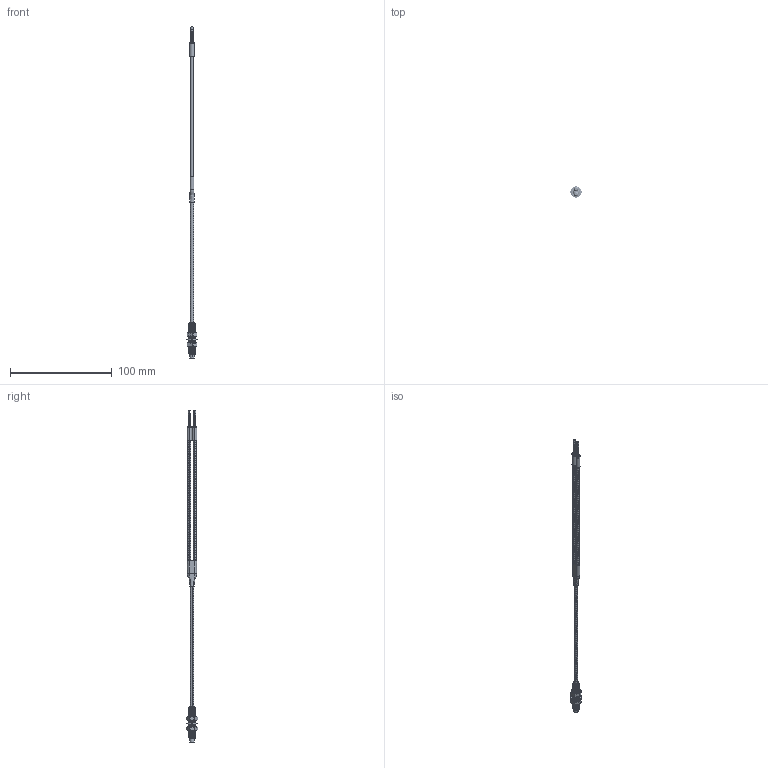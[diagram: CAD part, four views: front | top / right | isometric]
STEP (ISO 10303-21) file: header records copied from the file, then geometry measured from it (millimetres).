
FILE_DESCRIPTION((''),'2;1');
FILE_NAME('191566_ASM','2016-02-16T',('pdmadmin'),(''),'PRO/ENGINEER BY PARAMETRIC TECHNOLOGY CORPORATION, 2013230','PRO/ENGINEER BY PARAMETRIC TECHNOLOGY CORPORATION, 2013230','');
FILE_SCHEMA(('CONFIG_CONTROL_DESIGN'));
Length unit declared in the file: inch
Products named in the file (10): 111770; 110533; 110534; 110532; 39484; 30920; 30921; FIBER_CORE_020_X_; 76022_ASM; 191566_ASM
Assembly tree (13 placements, depth 3):
  191566_ASM
    76022_ASM
      111770
      110533  x2
      110534
      110532  x2
      39484
      30920
      30921  x2
      FIBER_CORE_020_X_  x2
Bounding box: 11 x 11 x 326.1 mm (x, y, z)
Volume: 2467.2 mm3; surface area: 16840.9 mm2
Topology: 15 solids, 17 shells, 1234 faces, 2606 edges, 1403 vertices
Faces by surface type: torus 400, cone 280, cylinder 271, bspline 224, plane 59
Entity records: 52473 total; most frequent: CARTESIAN_POINT 36881, ORIENTED_EDGE 3224, DIRECTION 3172, EDGE_CURVE 1614, AXIS2_PLACEMENT_3D 1314, VERTEX_POINT 895, EDGE_LOOP 755, FACE_OUTER_BOUND 740
